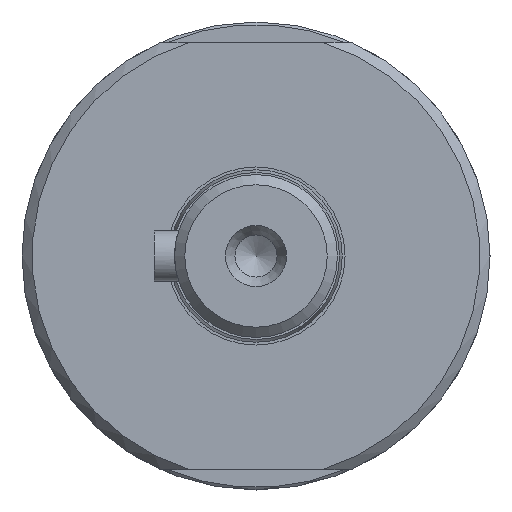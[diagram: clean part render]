
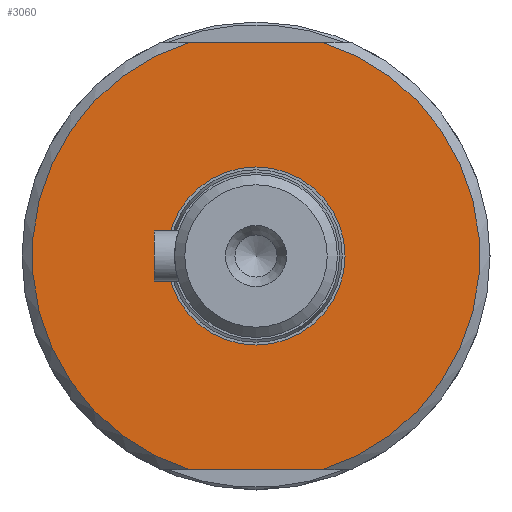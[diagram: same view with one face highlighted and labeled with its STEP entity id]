
A CAD part, left-side view. The second image highlights one B-rep face of the part: STEP entity #3060.
In plain terms, the highlighted planar face has unit normal (-1, 0, 0).
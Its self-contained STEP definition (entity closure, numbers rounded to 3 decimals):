
#265=FACE_BOUND('',#1130,.T.);
#509=LINE('',#5153,#763);
#510=LINE('',#5155,#764);
#763=VECTOR('',#4105,10.);
#764=VECTOR('',#4106,10.);
#950=FACE_OUTER_BOUND('',#1129,.T.);
#1129=EDGE_LOOP('',(#2730,#2731,#2732,#2733));
#1130=EDGE_LOOP('',(#2734,#2735));
#1246=CIRCLE('',#3336,8.75);
#1247=CIRCLE('',#3337,8.75);
#1249=CIRCLE('',#3340,22.);
#1250=CIRCLE('',#3342,22.);
#1518=VERTEX_POINT('',#5133);
#1519=VERTEX_POINT('',#5135);
#1520=VERTEX_POINT('',#5139);
#1523=VERTEX_POINT('',#5146);
#1524=VERTEX_POINT('',#5152);
#1525=VERTEX_POINT('',#5154);
#1925=EDGE_CURVE('',#1519,#1518,#1246,.T.);
#1926=EDGE_CURVE('',#1518,#1519,#1247,.T.);
#1930=EDGE_CURVE('',#1523,#1520,#1249,.T.);
#1931=EDGE_CURVE('',#1524,#1520,#509,.T.);
#1932=EDGE_CURVE('',#1523,#1525,#510,.T.);
#1933=EDGE_CURVE('',#1524,#1525,#1250,.T.);
#2730=ORIENTED_EDGE('',*,*,#1931,.T.);
#2731=ORIENTED_EDGE('',*,*,#1930,.F.);
#2732=ORIENTED_EDGE('',*,*,#1932,.T.);
#2733=ORIENTED_EDGE('',*,*,#1933,.F.);
#2734=ORIENTED_EDGE('',*,*,#1925,.T.);
#2735=ORIENTED_EDGE('',*,*,#1926,.T.);
#2905=PLANE('',#3341);
#3060=ADVANCED_FACE('',(#950,#265),#2905,.T.);
#3336=AXIS2_PLACEMENT_3D('',#5136,#4093,#4094);
#3337=AXIS2_PLACEMENT_3D('',#5137,#4095,#4096);
#3340=AXIS2_PLACEMENT_3D('',#5150,#4101,#4102);
#3341=AXIS2_PLACEMENT_3D('',#5151,#4103,#4104);
#3342=AXIS2_PLACEMENT_3D('',#5156,#4107,#4108);
#4093=DIRECTION('center_axis',(1.,0.,0.));
#4094=DIRECTION('ref_axis',(0.,1.,0.));
#4095=DIRECTION('center_axis',(1.,0.,0.));
#4096=DIRECTION('ref_axis',(0.,1.,0.));
#4101=DIRECTION('center_axis',(1.,0.,0.));
#4102=DIRECTION('ref_axis',(0.,1.,0.));
#4103=DIRECTION('center_axis',(-1.,0.,0.));
#4104=DIRECTION('ref_axis',(0.,0.,
1.));
#4105=DIRECTION('',(0.,-1.,0.));
#4106=DIRECTION('',(0.,1.,0.));
#4107=DIRECTION('center_axis',(1.,0.,0.));
#4108=DIRECTION('ref_axis',(0.,1.,0.));
#5133=CARTESIAN_POINT('',(-105.5,-8.75,0.));
#5135=CARTESIAN_POINT('',(-105.5,8.75,0.));
#5136=CARTESIAN_POINT('Origin',(-105.5,0.,0.));
#5137=CARTESIAN_POINT('Origin',(-105.5,0.,0.));
#5139=CARTESIAN_POINT('',(-105.5,-6.557,-21.));
#5146=CARTESIAN_POINT('',(-105.5,-6.557,21.));
#5150=CARTESIAN_POINT('Origin',(-105.5,0.,0.));
#5151=CARTESIAN_POINT('Origin',(-105.5,15.375,0.));
#5152=CARTESIAN_POINT('',(-105.5,6.557,-21.));
#5153=CARTESIAN_POINT('',(-105.5,-0.91,-21.));
#5154=CARTESIAN_POINT('',(-105.5,6.557,21.));
#5155=CARTESIAN_POINT('',(-105.5,15.688,21.));
#5156=CARTESIAN_POINT('Origin',(-105.5,0.,0.));
